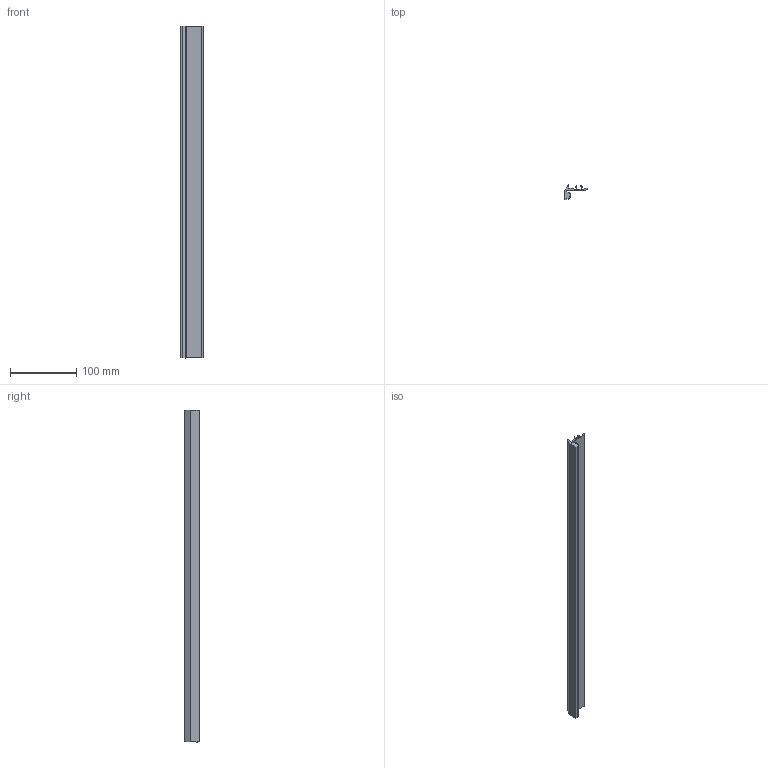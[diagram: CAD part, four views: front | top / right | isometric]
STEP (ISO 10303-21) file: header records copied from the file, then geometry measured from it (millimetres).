
FILE_DESCRIPTION (( 'STEP AP214' ), '1' );
FILE_NAME ('6378011', '2019-02-04T08:12:12', ( '' ), ('JUGARD+KÜNSTNER GmbH'), 'SwSTEP 2.0', 'SolidWorks 2017', '' );
FILE_SCHEMA (( 'AUTOMOTIVE_DESIGN' ));
Length unit declared in the file: millimetre
Products named in the file (1): 6378011_CNAJF00
Bounding box: 33.29 x 21.95 x 500 mm (x, y, z)
Volume: 88866.5 mm3; surface area: 67859.4 mm2
Topology: 1 solids, 1 shells, 44 faces, 126 edges, 84 vertices
Faces by surface type: plane 40, cylinder 4
Entity records: 1452 total; most frequent: CARTESIAN_POINT 255, ORIENTED_EDGE 252, DIRECTION 224, EDGE_CURVE 126, VECTOR 118, LINE 118, VERTEX_POINT 84, AXIS2_PLACEMENT_3D 53
